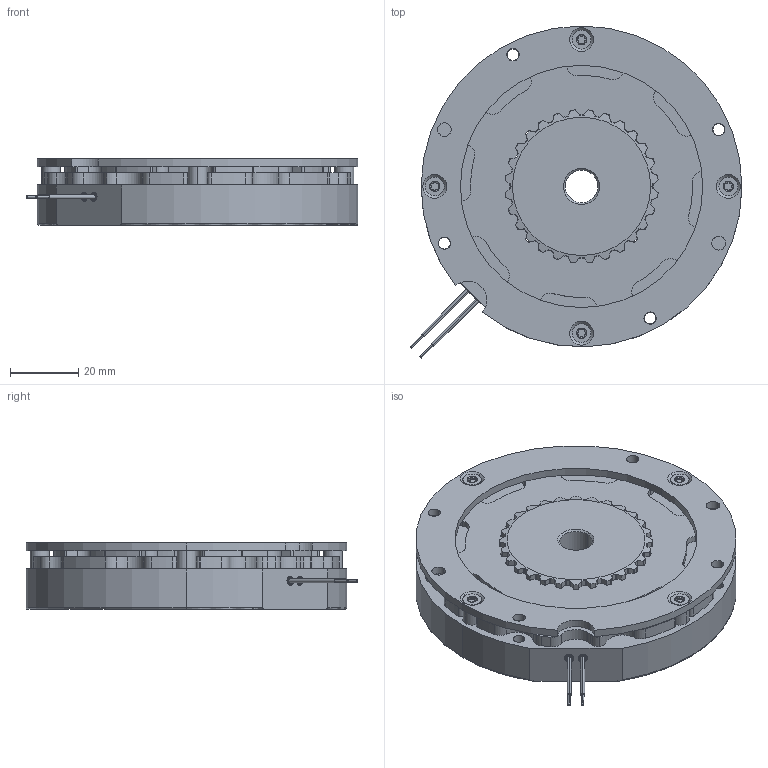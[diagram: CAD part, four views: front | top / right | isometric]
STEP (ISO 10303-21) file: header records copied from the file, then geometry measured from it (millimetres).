
FILE_DESCRIPTION (( 'STEP AP214' ), '1' );
FILE_NAME ('7177000-0000.STEP', '2026-02-16T14:02:49', ( '' ), ( '' ), 'SwSTEP 2.0', 'SolidWorks 2025', '' );
FILE_SCHEMA (( 'AUTOMOTIVE_DESIGN' ));
Length unit declared in the file: millimetre
Products named in the file (6): 10084875_000_7177041-0965 ohne Nut (vorgeborte Variante); 10081057_000; 10082697_000_Kundenmodell; 10069991_000; Kundenmodell^10084833_000; 7177000-0000
Assembly tree (6 placements, depth 2):
  7177000-0000
    10082697_000_Kundenmodell
    10081057_000
    Kundenmodell^10084833_000
    10069991_000  x2
    10084875_000_7177041-0965 ohne Nut (vorgeborte Variante)
Bounding box: 97.26 x 97.26 x 19.48 mm (x, y, z)
Volume: 110306.4 mm3; surface area: 45323.2 mm2
Topology: 6 solids, 10 shells, 868 faces, 2466 edges, 1632 vertices
Faces by surface type: cylinder 642, plane 115, bspline 56, cone 40, torus 15
Entity records: 31084 total; most frequent: CARTESIAN_POINT 8630, ORIENTED_EDGE 4908, DIRECTION 4555, EDGE_CURVE 2454, AXIS2_PLACEMENT_3D 1845, VERTEX_POINT 1624, CIRCLE 1031, EDGE_LOOP 918
